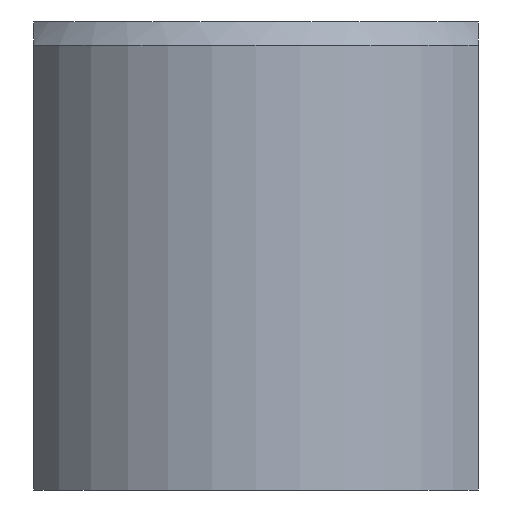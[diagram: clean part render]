
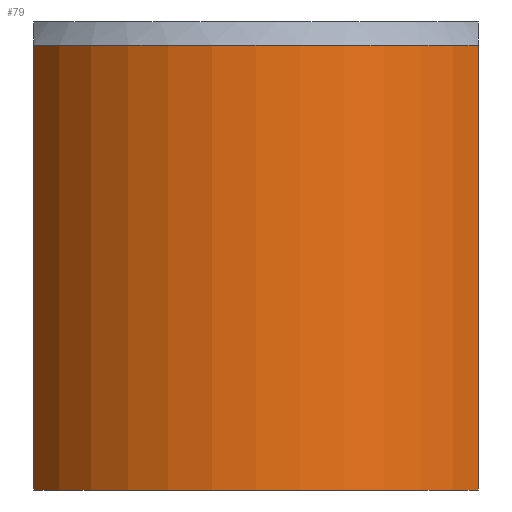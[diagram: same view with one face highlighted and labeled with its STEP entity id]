
A CAD part, front view. The second image highlights one B-rep face of the part: STEP entity #79.
In plain terms, the highlighted cylindrical face has radius 11 mm (diameter 22 mm), a partial arc.
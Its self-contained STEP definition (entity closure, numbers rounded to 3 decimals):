
#79 = ADVANCED_FACE( '', ( #96 ), #97, .T. );
#96 = FACE_OUTER_BOUND( '', #119, .T. );
#97 = CYLINDRICAL_SURFACE( '', #120, 11. );
#119 = EDGE_LOOP( '', ( #158, #159, #160, #161 ) );
#120 = AXIS2_PLACEMENT_3D( '', #162, #163, #164 );
#158 = ORIENTED_EDGE( '', *, *, #211, .F. );
#159 = ORIENTED_EDGE( '', *, *, #215, .T. );
#160 = ORIENTED_EDGE( '', *, *, #216, .F. );
#161 = ORIENTED_EDGE( '', *, *, #217, .T. );
#162 = CARTESIAN_POINT( '', ( 0., 0., 20. ) );
#163 = DIRECTION( '', ( 0., 0., 1. ) );
#164 = DIRECTION( '', ( -1., 0., 0. ) );
#211 = EDGE_CURVE( '', #236, #238, #239, .F. );
#215 = EDGE_CURVE( '', #236, #245, #246, .T. );
#216 = EDGE_CURVE( '', #247, #245, #248, .T. );
#217 = EDGE_CURVE( '', #247, #238, #249, .F. );
#236 = VERTEX_POINT( '', #272 );
#238 = VERTEX_POINT( '', #275 );
#239 = LINE( '', #276, #277 );
#245 = VERTEX_POINT( '', #292 );
#246 = CIRCLE( '', #293, 11. );
#247 = VERTEX_POINT( '', #294 );
#248 = LINE( '', #295, #296 );
#249 = CIRCLE( '', #297, 11. );
#272 = CARTESIAN_POINT( '', ( -9.5, -5.545, 0. ) );
#275 = CARTESIAN_POINT( '', ( -9.5, -5.545, 19. ) );
#276 = CARTESIAN_POINT( '', ( -9.5, -5.545, 20. ) );
#277 = VECTOR( '', #331, 1000. );
#292 = CARTESIAN_POINT( '', ( 9.5, -5.545, 0. ) );
#293 = AXIS2_PLACEMENT_3D( '', #333, #334, #335 );
#294 = CARTESIAN_POINT( '', ( 9.5, -5.545, 19. ) );
#295 = CARTESIAN_POINT( '', ( 9.5, -5.545, 20. ) );
#296 = VECTOR( '', #336, 1000. );
#297 = AXIS2_PLACEMENT_3D( '', #337, #338, #339 );
#331 = DIRECTION( '', ( 0., 0., -1. ) );
#333 = CARTESIAN_POINT( '', ( 0., 0., 0. ) );
#334 = DIRECTION( '', ( 0., 0., 1. ) );
#335 = DIRECTION( '', ( 1., 0., 0. ) );
#336 = DIRECTION( '', ( 0., 0., -1. ) );
#337 = CARTESIAN_POINT( '', ( 0., 0., 19. ) );
#338 = DIRECTION( '', ( 0., 0., 1. ) );
#339 = DIRECTION( '', ( 1., 0., 0. ) );
